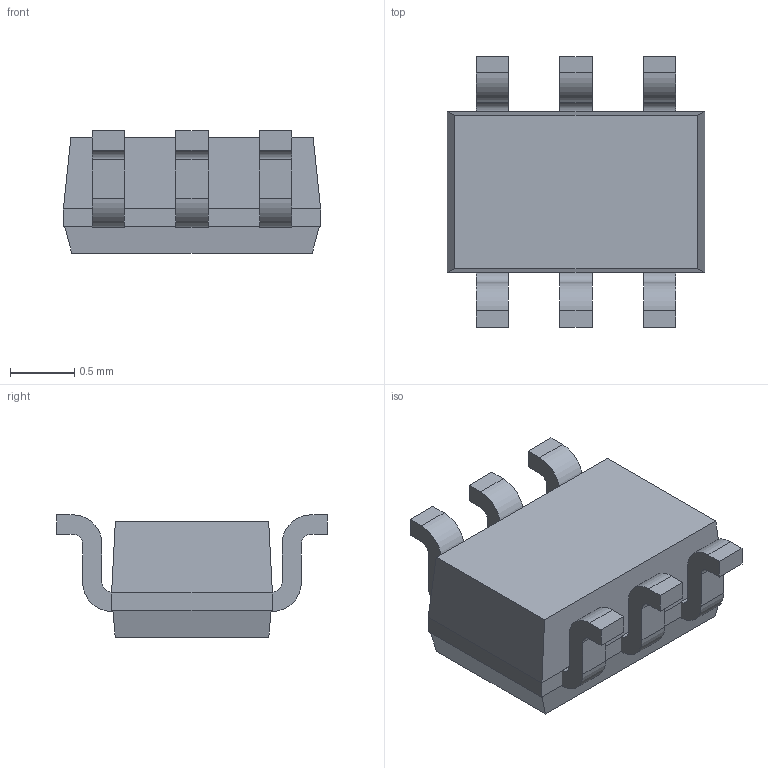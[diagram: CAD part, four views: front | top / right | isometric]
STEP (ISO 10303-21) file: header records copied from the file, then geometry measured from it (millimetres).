
FILE_DESCRIPTION(('STEP AP242'),'1');
FILE_NAME('28014.stp','2018-12-07T12:00:26',('TraceParts'),('TraceParts S.A.'),'Spatial InterOp 3D',' ',' ');
FILE_SCHEMA(('AP242_MANAGED_MODEL_BASED_3D_ENGINEERING_MIM_LF {1 0 10303 442 1 1 4}'));
Length unit declared in the file: millimetre
Products named in the file (1): 28014_1
Bounding box: 2 x 2.1 x 0.95 mm (x, y, z)
Volume: 2.4 mm3; surface area: 15.6 mm2
Topology: 7 solids, 7 shells, 99 faces, 248 edges, 164 vertices
Faces by surface type: plane 75, cylinder 24
Entity records: 3827 total; most frequent: CARTESIAN_POINT 518, DIRECTION 508, ORIENTED_EDGE 496, EDGE_CURVE 248, LINE 200, VECTOR 200, VERTEX_POINT 164, AXIS2_PLACEMENT_3D 154
